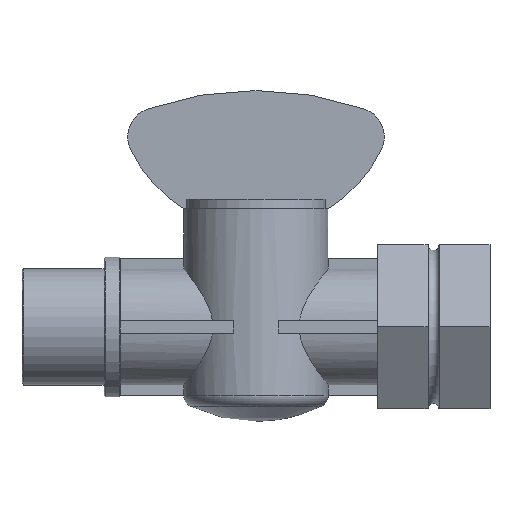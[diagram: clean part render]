
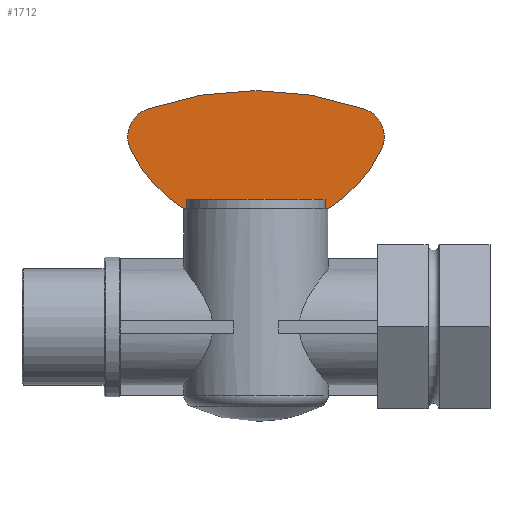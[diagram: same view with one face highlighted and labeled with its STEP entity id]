
A CAD part, front view. The second image highlights one B-rep face of the part: STEP entity #1712.
In plain terms, the highlighted planar face has unit normal (0, -1, 0).
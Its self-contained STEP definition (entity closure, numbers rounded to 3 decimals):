
#158=FACE_OUTER_BOUND('',#265,.T.);
#265=EDGE_LOOP('',(#1473,#1474,#1475,#1476,#1477,#1478,#1479,#1480,#1481,
#1482,#1483,#1484));
#426=LINE('',#2936,#576);
#427=LINE('',#2940,#577);
#428=LINE('',#2942,#578);
#436=LINE('',#2972,#586);
#437=LINE('',#2973,#587);
#440=LINE('',#2979,#590);
#443=LINE('',#2991,#593);
#576=VECTOR('',#2295,28.723);
#577=VECTOR('',#2300,2.);
#578=VECTOR('',#2301,2.);
#586=VECTOR('',#2333,0.505);
#587=VECTOR('',#2334,0.505);
#590=VECTOR('',#2341,0.134);
#593=VECTOR('',#2356,0.134);
#660=CIRCLE('',#1876,6.114);
#661=CIRCLE('',#1878,28.727);
#662=CIRCLE('',#1883,67.653);
#663=CIRCLE('',#1884,6.114);
#664=CIRCLE('',#1885,28.727);
#747=VERTEX_POINT('',#2686);
#748=VERTEX_POINT('',#2688);
#798=VERTEX_POINT('',#2934);
#799=VERTEX_POINT('',#2935);
#800=VERTEX_POINT('',#2939);
#801=VERTEX_POINT('',#2941);
#812=VERTEX_POINT('',#2977);
#813=VERTEX_POINT('',#2981);
#814=VERTEX_POINT('',#2983);
#815=VERTEX_POINT('',#2990);
#816=VERTEX_POINT('',#2996);
#817=VERTEX_POINT('',#2998);
#1023=EDGE_CURVE('',#798,#799,#426,.T.);
#1025=EDGE_CURVE('',#799,#800,#427,.T.);
#1026=EDGE_CURVE('',#801,#798,#428,.T.);
#1042=EDGE_CURVE('',#801,#748,#436,.T.);
#1043=EDGE_CURVE('',#747,#800,#437,.T.);
#1046=EDGE_CURVE('',#812,#747,#440,.T.);
#1048=EDGE_CURVE('',#813,#814,#660,.T.);
#1050=EDGE_CURVE('',#814,#812,#661,.T.);
#1051=EDGE_CURVE('',#815,#748,#443,.T.);
#1054=EDGE_CURVE('',#816,#813,#662,.T.);
#1055=EDGE_CURVE('',#816,#817,#663,.T.);
#1056=EDGE_CURVE('',#817,#815,#664,.T.);
#1473=ORIENTED_EDGE('',*,*,#1025,.T.);
#1474=ORIENTED_EDGE('',*,*,#1043,.F.);
#1475=ORIENTED_EDGE('',*,*,#1046,.F.);
#1476=ORIENTED_EDGE('',*,*,#1050,.F.);
#1477=ORIENTED_EDGE('',*,*,#1048,.F.);
#1478=ORIENTED_EDGE('',*,*,#1054,.F.);
#1479=ORIENTED_EDGE('',*,*,#1055,.T.);
#1480=ORIENTED_EDGE('',*,*,#1056,.T.);
#1481=ORIENTED_EDGE('',*,*,#1051,.T.);
#1482=ORIENTED_EDGE('',*,*,#1042,.F.);
#1483=ORIENTED_EDGE('',*,*,#1026,.T.);
#1484=ORIENTED_EDGE('',*,*,#1023,.T.);
#1623=PLANE('',#1882);
#1712=ADVANCED_FACE('',(#158),#1623,.F.);
#1876=AXIS2_PLACEMENT_3D('',#2984,#2345,#2346);
#1878=AXIS2_PLACEMENT_3D('',#2987,#2350,#2351);
#1882=AXIS2_PLACEMENT_3D('',#2995,#2361,#2362);
#1883=AXIS2_PLACEMENT_3D('',#2997,#2363,#2364);
#1884=AXIS2_PLACEMENT_3D('',#2999,#2365,#2366);
#1885=AXIS2_PLACEMENT_3D('',#3000,#2367,#2368);
#2295=DIRECTION('',(1.,0.,0.));
#2300=DIRECTION('',(0.,0.,-1.));
#2301=DIRECTION('',(0.,0.,1.));
#2333=DIRECTION('',(-1.,0.,0.));
#2334=DIRECTION('',(-1.,0.,0.));
#2341=DIRECTION('',(-1.,0.,0.));
#2345=DIRECTION('center_axis',(0.,1.,0.));
#2346=DIRECTION('ref_axis',(-0.905,0.,0.425));
#2350=DIRECTION('center_axis',(0.,1.,0.));
#2351=DIRECTION('ref_axis',(-0.522,0.,0.853));
#2356=DIRECTION('',(1.,0.,0.));
#2361=DIRECTION('center_axis',(0.,1.,0.));
#2362=DIRECTION('ref_axis',(0.,0.,1.));
#2363=DIRECTION('center_axis',(0.,1.,0.));
#2364=DIRECTION('ref_axis',(-0.333,0.,-0.943));
#2365=DIRECTION('center_axis',(0.,-1.,0.));
#2366=DIRECTION('ref_axis',(0.905,0.,0.425));
#2367=DIRECTION('center_axis',(0.,-1.,0.));
#2368=DIRECTION('ref_axis',(0.522,0.,0.853));
#2686=CARTESIAN_POINT('',(14.866,-2.,24.5));
#2688=CARTESIAN_POINT('',(-14.866,-2.,24.5));
#2934=CARTESIAN_POINT('',(-14.361,-2.,26.5));
#2935=CARTESIAN_POINT('',(14.361,-2.,26.5));
#2936=CARTESIAN_POINT('',(-4.991,-2.,26.5));
#2939=CARTESIAN_POINT('',(14.361,-2.,24.5));
#2940=CARTESIAN_POINT('',(14.361,-2.,24.5));
#2941=CARTESIAN_POINT('',(-14.361,-2.,24.5));
#2942=CARTESIAN_POINT('',(-14.361,-2.,24.5));
#2972=CARTESIAN_POINT('',(-12.491,-2.,24.5));
#2973=CARTESIAN_POINT('',(-12.491,-2.,24.5));
#2977=CARTESIAN_POINT('',(15.,-2.,24.5));
#2979=CARTESIAN_POINT('',(15.,-2.,24.5));
#2981=CARTESIAN_POINT('',(22.5,-2.,45.149));
#2983=CARTESIAN_POINT('',(26.,-2.,36.783));
#2984=CARTESIAN_POINT('Origin',(20.467,-2.,39.383));
#2987=CARTESIAN_POINT('Origin',(0.,-2.,49.));
#2990=CARTESIAN_POINT('',(-15.,-2.,24.5));
#2991=CARTESIAN_POINT('',(-15.,-2.,24.5));
#2995=CARTESIAN_POINT('Origin',(-9.982,-2.,36.2));
#2996=CARTESIAN_POINT('',(-22.5,-2.,45.149));
#2997=CARTESIAN_POINT('Origin',(0.,-2.,-18.653));
#2998=CARTESIAN_POINT('',(-26.,-2.,36.783));
#2999=CARTESIAN_POINT('Origin',(-20.467,-2.,39.383));
#3000=CARTESIAN_POINT('Origin',(0.,-2.,49.));
